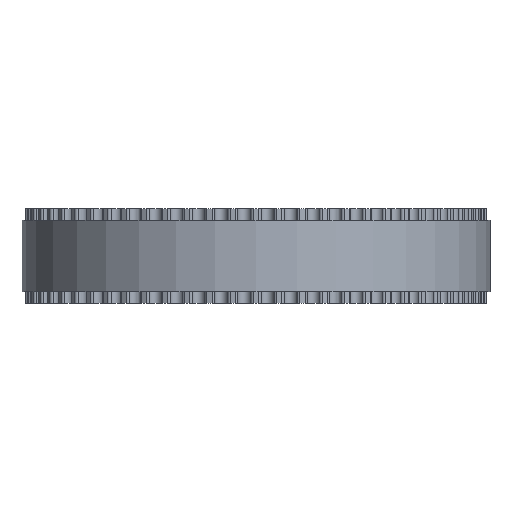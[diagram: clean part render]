
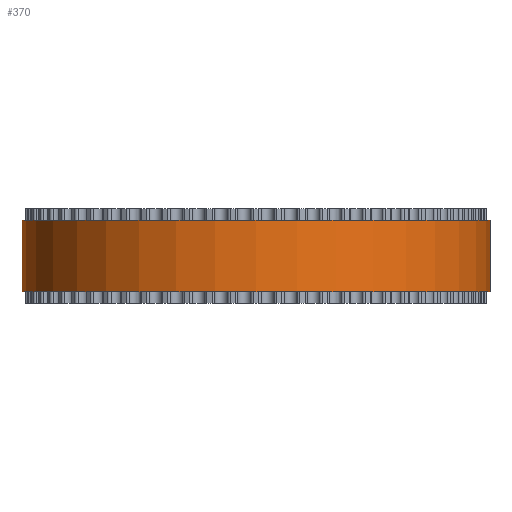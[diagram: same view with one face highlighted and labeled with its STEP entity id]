
A CAD part, front view. The second image highlights one B-rep face of the part: STEP entity #370.
In plain terms, the highlighted cylindrical face has radius 19.735 mm (diameter 39.47 mm), a full revolution.
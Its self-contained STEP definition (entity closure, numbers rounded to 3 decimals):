
#97=FACE_BOUND('',#1120,.T.);
#98=FACE_BOUND('',#1121,.T.);
#370=ADVANCED_FACE('',(#97,#98),#619,.T.);
#619=CYLINDRICAL_SURFACE('',#5599,19.735);
#1120=EDGE_LOOP('',(#3106));
#1121=EDGE_LOOP('',(#3107));
#3106=ORIENTED_EDGE('',*,*,#4350,.T.);
#3107=ORIENTED_EDGE('',*,*,#4351,.T.);
#3604=VERTEX_POINT('',#8840);
#3605=VERTEX_POINT('',#8842);
#4350=EDGE_CURVE('',#3604,#3604,#4848,.T.);
#4351=EDGE_CURVE('',#3605,#3605,#4849,.T.);
#4848=CIRCLE('',#5597,19.735);
#4849=CIRCLE('',#5598,19.735);
#5597=AXIS2_PLACEMENT_3D('',#8839,#7342,#7343);
#5598=AXIS2_PLACEMENT_3D('',#8841,#7344,#7345);
#5599=AXIS2_PLACEMENT_3D('',#8843,#7346,#7347);
#7342=DIRECTION('',(0.,0.,1.));
#7343=DIRECTION('',(1.,0.,0.));
#7344=DIRECTION('',(0.,0.,-1.));
#7345=DIRECTION('',(1.,0.,0.));
#7346=DIRECTION('',(0.,0.,1.));
#7347=DIRECTION('',(1.,0.,0.));
#8839=CARTESIAN_POINT('',(0.,0.,1.));
#8840=CARTESIAN_POINT('',(19.735,0.,1.));
#8841=CARTESIAN_POINT('',(0.,0.,7.));
#8842=CARTESIAN_POINT('',(19.735,0.,7.));
#8843=CARTESIAN_POINT('',(0.,0.,1.));
